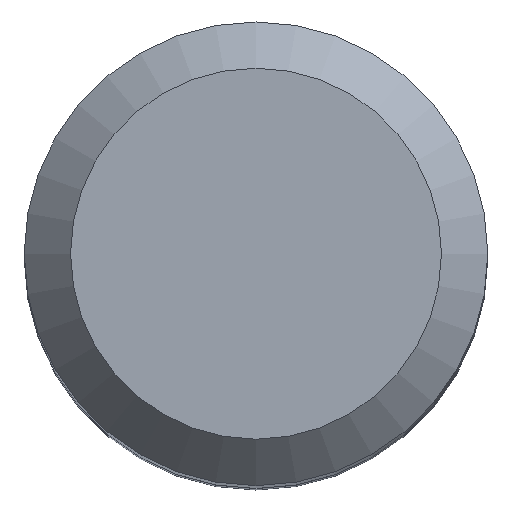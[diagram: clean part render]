
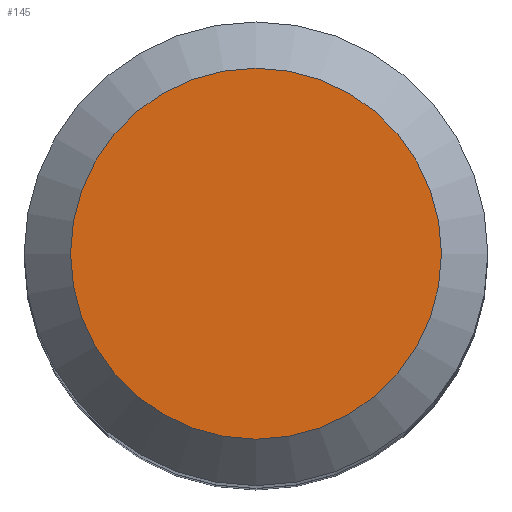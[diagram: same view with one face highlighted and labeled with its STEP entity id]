
A CAD part, top view. The second image highlights one B-rep face of the part: STEP entity #145.
In plain terms, the highlighted planar face has unit normal (0, 0, 1).
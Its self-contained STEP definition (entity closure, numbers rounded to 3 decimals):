
#20 = EDGE_CURVE ( 'NONE', #218, #218, #197, .T. ) ;
#24 = AXIS2_PLACEMENT_3D ( 'NONE', #26, #113, #217 ) ;
#26 = CARTESIAN_POINT ( 'NONE',  ( 0., 0., 92. ) ) ;
#61 = EDGE_LOOP ( 'NONE', ( #147 ) ) ;
#70 = CARTESIAN_POINT ( 'NONE',  ( 0., 6.4, 92. ) ) ;
#93 = CARTESIAN_POINT ( 'NONE',  ( 0., 0., 92. ) ) ;
#113 = DIRECTION ( 'NONE',  ( 0., 0., -1. ) ) ;
#145 = ADVANCED_FACE ( 'NONE', ( #173 ), #209, .F. ) ;
#146 = AXIS2_PLACEMENT_3D ( 'NONE', #93, #260, #191 ) ;
#147 = ORIENTED_EDGE ( 'NONE', *, *, #20, .F. ) ;
#173 = FACE_OUTER_BOUND ( 'NONE', #61, .T. ) ;
#191 = DIRECTION ( 'NONE',  ( 0., 1., 0. ) ) ;
#197 = CIRCLE ( 'NONE', #24, 6.4 ) ;
#209 = PLANE ( 'NONE',  #146 ) ;
#217 = DIRECTION ( 'NONE',  ( 0., 1., 0. ) ) ;
#218 = VERTEX_POINT ( 'NONE', #70 ) ;
#260 = DIRECTION ( 'NONE',  ( 0., 0., -1. ) ) ;
